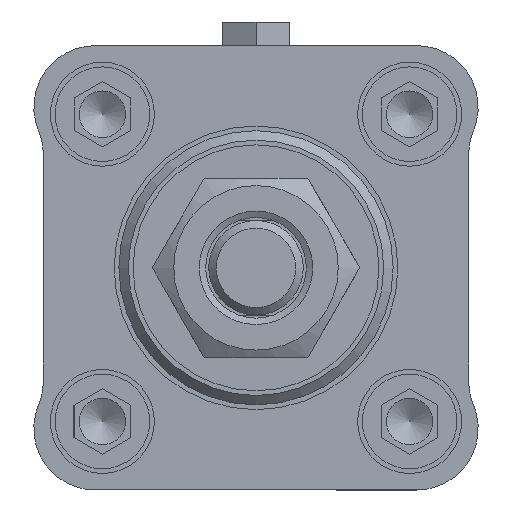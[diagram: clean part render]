
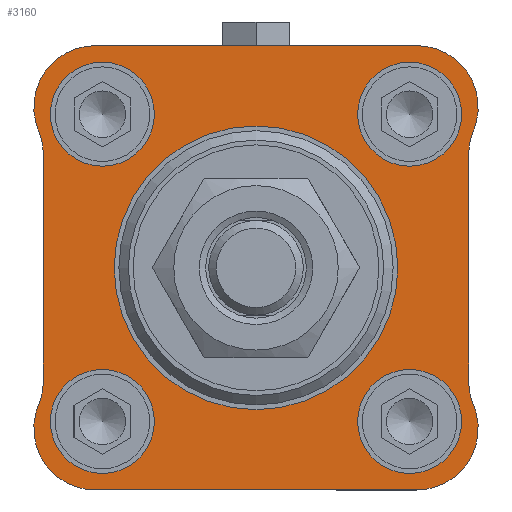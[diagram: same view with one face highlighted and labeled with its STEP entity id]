
A CAD part, front view. The second image highlights one B-rep face of the part: STEP entity #3160.
In plain terms, the highlighted face is planar.
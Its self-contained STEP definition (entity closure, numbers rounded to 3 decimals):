
#189=FACE_BOUND('',#754,.T.);
#190=FACE_BOUND('',#755,.T.);
#191=FACE_BOUND('',#756,.T.);
#192=FACE_BOUND('',#757,.T.);
#193=FACE_BOUND('',#758,.T.);
#294=CIRCLE('',#3375,5.5);
#296=CIRCLE('',#3379,5.5);
#298=CIRCLE('',#3383,5.5);
#300=CIRCLE('',#3387,5.5);
#305=CIRCLE('',#3397,15.);
#308=CIRCLE('',#3404,6.1);
#310=CIRCLE('',#3408,6.1);
#312=CIRCLE('',#3411,6.5);
#314=CIRCLE('',#3415,6.5);
#316=CIRCLE('',#3418,6.1);
#318=CIRCLE('',#3422,6.1);
#320=CIRCLE('',#3425,6.5);
#322=CIRCLE('',#3429,6.5);
#503=FACE_OUTER_BOUND('',#753,.T.);
#753=EDGE_LOOP('',(#2424,#2425,#2426,#2427,#2428,#2429,#2430,#2431,#2432,
#2433,#2434,#2435));
#754=EDGE_LOOP('',(#2436));
#755=EDGE_LOOP('',(#2437));
#756=EDGE_LOOP('',(#2438));
#757=EDGE_LOOP('',(#2439));
#758=EDGE_LOOP('',(#2440));
#1051=LINE('',#4948,#1287);
#1056=LINE('',#4966,#1292);
#1061=LINE('',#4984,#1297);
#1066=LINE('',#5002,#1302);
#1287=VECTOR('',#3964,24.161);
#1292=VECTOR('',#3983,34.);
#1297=VECTOR('',#4002,24.161);
#1302=VECTOR('',#4021,34.);
#1518=VERTEX_POINT('',#4895);
#1520=VERTEX_POINT('',#4901);
#1522=VERTEX_POINT('',#4907);
#1524=VERTEX_POINT('',#4913);
#1529=VERTEX_POINT('',#4928);
#1532=VERTEX_POINT('',#4938);
#1533=VERTEX_POINT('',#4939);
#1536=VERTEX_POINT('',#4947);
#1538=VERTEX_POINT('',#4953);
#1540=VERTEX_POINT('',#4959);
#1542=VERTEX_POINT('',#4965);
#1544=VERTEX_POINT('',#4971);
#1546=VERTEX_POINT('',#4977);
#1548=VERTEX_POINT('',#4983);
#1550=VERTEX_POINT('',#4989);
#1552=VERTEX_POINT('',#4995);
#1554=VERTEX_POINT('',#5001);
#1845=EDGE_CURVE('',#1518,#1518,#294,.T.);
#1847=EDGE_CURVE('',#1520,#1520,#296,.T.);
#1849=EDGE_CURVE('',#1522,#1522,#298,.T.);
#1851=EDGE_CURVE('',#1524,#1524,#300,.T.);
#1856=EDGE_CURVE('',#1529,#1529,#305,.T.);
#1859=EDGE_CURVE('',#1532,#1533,#308,.T.);
#1863=EDGE_CURVE('',#1536,#1532,#1051,.T.);
#1866=EDGE_CURVE('',#1538,#1536,#310,.T.);
#1869=EDGE_CURVE('',#1540,#1538,#312,.T.);
#1872=EDGE_CURVE('',#1542,#1540,#1056,.T.);
#1875=EDGE_CURVE('',#1544,#1542,#314,.T.);
#1878=EDGE_CURVE('',#1546,#1544,#316,.T.);
#1881=EDGE_CURVE('',#1548,#1546,#1061,.T.);
#1884=EDGE_CURVE('',#1550,#1548,#318,.T.);
#1887=EDGE_CURVE('',#1552,#1550,#320,.T.);
#1890=EDGE_CURVE('',#1554,#1552,#1066,.T.);
#1893=EDGE_CURVE('',#1533,#1554,#322,.T.);
#2424=ORIENTED_EDGE('',*,*,#1893,.F.);
#2425=ORIENTED_EDGE('',*,*,#1859,.F.);
#2426=ORIENTED_EDGE('',*,*,#1863,.F.);
#2427=ORIENTED_EDGE('',*,*,#1866,.F.);
#2428=ORIENTED_EDGE('',*,*,#1869,.F.);
#2429=ORIENTED_EDGE('',*,*,#1872,.F.);
#2430=ORIENTED_EDGE('',*,*,#1875,.F.);
#2431=ORIENTED_EDGE('',*,*,#1878,.F.);
#2432=ORIENTED_EDGE('',*,*,#1881,.F.);
#2433=ORIENTED_EDGE('',*,*,#1884,.F.);
#2434=ORIENTED_EDGE('',*,*,#1887,.F.);
#2435=ORIENTED_EDGE('',*,*,#1890,.F.);
#2436=ORIENTED_EDGE('',*,*,#1845,.T.);
#2437=ORIENTED_EDGE('',*,*,#1847,.T.);
#2438=ORIENTED_EDGE('',*,*,#1849,.T.);
#2439=ORIENTED_EDGE('',*,*,#1851,.T.);
#2440=ORIENTED_EDGE('',*,*,#1856,.T.);
#3006=PLANE('',#3432);
#3160=ADVANCED_FACE('',(#503,#189,#190,#191,#192,#193),#3006,.F.);
#3375=AXIS2_PLACEMENT_3D('',#4896,#3898,#3899);
#3379=AXIS2_PLACEMENT_3D('',#4902,#3906,#3907);
#3383=AXIS2_PLACEMENT_3D('',#4908,#3914,#3915);
#3387=AXIS2_PLACEMENT_3D('',#4914,#3922,#3923);
#3397=AXIS2_PLACEMENT_3D('',#4929,#3942,#3943);
#3404=AXIS2_PLACEMENT_3D('',#4940,#3956,#3957);
#3408=AXIS2_PLACEMENT_3D('',#4954,#3969,#3970);
#3411=AXIS2_PLACEMENT_3D('',#4960,#3976,#3977);
#3415=AXIS2_PLACEMENT_3D('',#4972,#3988,#3989);
#3418=AXIS2_PLACEMENT_3D('',#4978,#3995,#3996);
#3422=AXIS2_PLACEMENT_3D('',#4990,#4007,#4008);
#3425=AXIS2_PLACEMENT_3D('',#4996,#4014,#4015);
#3429=AXIS2_PLACEMENT_3D('',#5007,#4026,#4027);
#3432=AXIS2_PLACEMENT_3D('',#5010,#4032,#4033);
#3898=DIRECTION('center_axis',(0.,0.,1.));
#3899=DIRECTION('ref_axis',(1.,0.,0.));
#3906=DIRECTION('center_axis',(0.,0.,1.));
#3907=DIRECTION('ref_axis',(1.,0.,0.));
#3914=DIRECTION('center_axis',(0.,0.,1.));
#3915=DIRECTION('ref_axis',(1.,0.,0.));
#3922=DIRECTION('center_axis',(0.,0.,1.));
#3923=DIRECTION('ref_axis',(1.,0.,0.));
#3942=DIRECTION('center_axis',(0.,0.,1.));
#3943=DIRECTION('ref_axis',(1.,0.,0.));
#3956=DIRECTION('center_axis',(0.,0.,-1.));
#3957=DIRECTION('ref_axis',(0.39,0.921,0.));
#3964=DIRECTION('',(-1.,0.,0.));
#3969=DIRECTION('center_axis',(0.,0.,-1.));
#3970=DIRECTION('ref_axis',(0.,1.,0.));
#3976=DIRECTION('center_axis',(0.,0.,1.));
#3977=DIRECTION('ref_axis',(1.,0.,0.));
#3983=DIRECTION('',(0.,1.,0.));
#3988=DIRECTION('center_axis',(0.,0.,1.));
#3989=DIRECTION('ref_axis',(-0.39,-0.921,0.));
#3995=DIRECTION('center_axis',(0.,0.,-1.));
#3996=DIRECTION('ref_axis',(-0.39,-0.921,0.));
#4002=DIRECTION('',(1.,0.,0.));
#4007=DIRECTION('center_axis',(0.,0.,-1.));
#4008=DIRECTION('ref_axis',(0.,-1.,0.));
#4014=DIRECTION('center_axis',(0.,0.,1.));
#4015=DIRECTION('ref_axis',(-1.,0.,0.));
#4021=DIRECTION('',(0.,-1.,0.));
#4026=DIRECTION('center_axis',(0.,0.,1.));
#4027=DIRECTION('ref_axis',(0.39,0.921,0.));
#4032=DIRECTION('center_axis',(0.,0.,1.));
#4033=DIRECTION('ref_axis',(1.,0.,0.));
#4895=CARTESIAN_POINT('',(-21.75,-16.25,0.));
#4896=CARTESIAN_POINT('Origin',(-16.25,-16.25,0.));
#4901=CARTESIAN_POINT('',(10.75,16.25,0.));
#4902=CARTESIAN_POINT('Origin',(16.25,16.25,0.));
#4907=CARTESIAN_POINT('',(-21.75,16.25,0.));
#4908=CARTESIAN_POINT('Origin',(-16.25,16.25,0.));
#4913=CARTESIAN_POINT('',(10.75,-16.25,0.));
#4914=CARTESIAN_POINT('Origin',(16.25,-16.25,0.));
#4928=CARTESIAN_POINT('',(-15.,0.,0.));
#4929=CARTESIAN_POINT('Origin',(0.,0.,0.));
#4938=CARTESIAN_POINT('',(-12.081,22.5,0.));
#4939=CARTESIAN_POINT('',(-14.462,22.984,0.));
#4940=CARTESIAN_POINT('Origin',(-12.081,28.6,0.));
#4947=CARTESIAN_POINT('',(12.081,22.5,0.));
#4948=CARTESIAN_POINT('',(12.081,22.5,0.));
#4953=CARTESIAN_POINT('',(14.462,22.984,0.));
#4954=CARTESIAN_POINT('Origin',(12.081,28.6,0.));
#4959=CARTESIAN_POINT('',(23.5,17.,0.));
#4960=CARTESIAN_POINT('Origin',(17.,17.,0.));
#4965=CARTESIAN_POINT('',(23.5,-17.,0.));
#4966=CARTESIAN_POINT('',(23.5,-17.,0.));
#4971=CARTESIAN_POINT('',(14.462,-22.984,0.));
#4972=CARTESIAN_POINT('Origin',(17.,-17.,0.));
#4977=CARTESIAN_POINT('',(12.081,-22.5,0.));
#4978=CARTESIAN_POINT('Origin',(12.081,-28.6,0.));
#4983=CARTESIAN_POINT('',(-12.081,-22.5,0.));
#4984=CARTESIAN_POINT('',(-12.081,-22.5,0.));
#4989=CARTESIAN_POINT('',(-14.462,-22.984,0.));
#4990=CARTESIAN_POINT('Origin',(-12.081,-28.6,0.));
#4995=CARTESIAN_POINT('',(-23.5,-17.,0.));
#4996=CARTESIAN_POINT('Origin',(-17.,-17.,0.));
#5001=CARTESIAN_POINT('',(-23.5,17.,0.));
#5002=CARTESIAN_POINT('',(-23.5,17.,0.));
#5007=CARTESIAN_POINT('Origin',(-17.,17.,0.));
#5010=CARTESIAN_POINT('Origin',(0.,0.,
0.));
